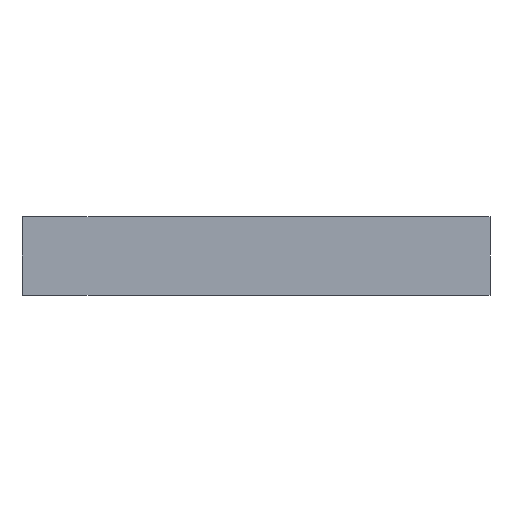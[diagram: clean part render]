
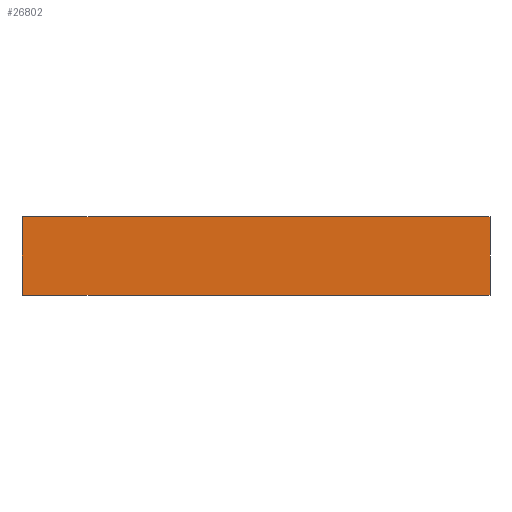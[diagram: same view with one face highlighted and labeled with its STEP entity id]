
A CAD part, front view. The second image highlights one B-rep face of the part: STEP entity #26802.
In plain terms, the highlighted planar face has unit normal (0, -1, 0).
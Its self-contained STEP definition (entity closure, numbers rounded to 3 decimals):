
#11908 = PLANE('',#11909);
#11909 = AXIS2_PLACEMENT_3D('',#11910,#11911,#11912);
#11910 = CARTESIAN_POINT('',(0.,0.,1.6)
  );
#11911 = DIRECTION('',(0.,0.,1.));
#11912 = DIRECTION('',(0.,1.,0.));
#11964 = PLANE('',#11965);
#11965 = AXIS2_PLACEMENT_3D('',#11966,#11967,#11968);
#11966 = CARTESIAN_POINT('',(0.,0.,-1.6
    ));
#11967 = DIRECTION('',(0.,0.,-1.));
#11968 = DIRECTION('',(-1.,0.,0.));
#18850 = EDGE_CURVE('',#18851,#18853,#18855,.T.);
#18851 = VERTEX_POINT('',#18852);
#18852 = CARTESIAN_POINT('',(9.5,-82.5,1.6));
#18853 = VERTEX_POINT('',#18854);
#18854 = CARTESIAN_POINT('',(-9.5,-82.5,1.6));
#18855 = SURFACE_CURVE('',#18856,(#18860,#18867),.PCURVE_S1.);
#18856 = LINE('',#18857,#18858);
#18857 = CARTESIAN_POINT('',(9.5,-82.5,1.6));
#18858 = VECTOR('',#18859,1.);
#18859 = DIRECTION('',(-1.,0.,0.));
#18860 = PCURVE('',#11908,#18861);
#18861 = DEFINITIONAL_REPRESENTATION('',(#18862),#18866);
#18862 = LINE('',#18863,#18864);
#18863 = CARTESIAN_POINT('',(-82.5,-9.5));
#18864 = VECTOR('',#18865,1.);
#18865 = DIRECTION('',(0.,1.));
#18866 = ( GEOMETRIC_REPRESENTATION_CONTEXT(2) 
PARAMETRIC_REPRESENTATION_CONTEXT() REPRESENTATION_CONTEXT('2D SPACE',''
  ) );
#18867 = PCURVE('',#18868,#18873);
#18868 = PLANE('',#18869);
#18869 = AXIS2_PLACEMENT_3D('',#18870,#18871,#18872);
#18870 = CARTESIAN_POINT('',(0.,-82.5,0.));
#18871 = DIRECTION('',(0.,-1.,0.));
#18872 = DIRECTION('',(0.,0.,-1.));
#18873 = DEFINITIONAL_REPRESENTATION('',(#18874),#18878);
#18874 = LINE('',#18875,#18876);
#18875 = CARTESIAN_POINT('',(-1.6,9.5));
#18876 = VECTOR('',#18877,1.);
#18877 = DIRECTION('',(0.,-1.));
#18878 = ( GEOMETRIC_REPRESENTATION_CONTEXT(2) 
PARAMETRIC_REPRESENTATION_CONTEXT() REPRESENTATION_CONTEXT('2D SPACE',''
  ) );
#18896 = PLANE('',#18897);
#18897 = AXIS2_PLACEMENT_3D('',#18898,#18899,#18900);
#18898 = CARTESIAN_POINT('',(9.5,-70.,0.));
#18899 = DIRECTION('',(1.,0.,0.));
#18900 = DIRECTION('',(0.,0.,1.));
#19280 = PLANE('',#19281);
#19281 = AXIS2_PLACEMENT_3D('',#19282,#19283,#19284);
#19282 = CARTESIAN_POINT('',(-9.5,-70.,0.));
#19283 = DIRECTION('',(-1.,0.,0.));
#19284 = DIRECTION('',(0.,0.,-1.));
#19344 = EDGE_CURVE('',#19345,#19347,#19349,.T.);
#19345 = VERTEX_POINT('',#19346);
#19346 = CARTESIAN_POINT('',(-9.5,-82.5,-1.6));
#19347 = VERTEX_POINT('',#19348);
#19348 = CARTESIAN_POINT('',(9.5,-82.5,-1.6));
#19349 = SURFACE_CURVE('',#19350,(#19354,#19361),.PCURVE_S1.);
#19350 = LINE('',#19351,#19352);
#19351 = CARTESIAN_POINT('',(-9.5,-82.5,-1.6));
#19352 = VECTOR('',#19353,1.);
#19353 = DIRECTION('',(1.,-0.,0.));
#19354 = PCURVE('',#11964,#19355);
#19355 = DEFINITIONAL_REPRESENTATION('',(#19356),#19360);
#19356 = LINE('',#19357,#19358);
#19357 = CARTESIAN_POINT('',(9.5,-82.5));
#19358 = VECTOR('',#19359,1.);
#19359 = DIRECTION('',(-1.,0.));
#19360 = ( GEOMETRIC_REPRESENTATION_CONTEXT(2) 
PARAMETRIC_REPRESENTATION_CONTEXT() REPRESENTATION_CONTEXT('2D SPACE',''
  ) );
#19361 = PCURVE('',#18868,#19362);
#19362 = DEFINITIONAL_REPRESENTATION('',(#19363),#19367);
#19363 = LINE('',#19364,#19365);
#19364 = CARTESIAN_POINT('',(1.6,-9.5));
#19365 = VECTOR('',#19366,1.);
#19366 = DIRECTION('',(0.,1.));
#19367 = ( GEOMETRIC_REPRESENTATION_CONTEXT(2) 
PARAMETRIC_REPRESENTATION_CONTEXT() REPRESENTATION_CONTEXT('2D SPACE',''
  ) );
#26802 = ADVANCED_FACE('',(#26803),#18868,.T.);
#26803 = FACE_BOUND('',#26804,.T.);
#26804 = EDGE_LOOP('',(#26805,#26806,#26827,#26828));
#26805 = ORIENTED_EDGE('',*,*,#19344,.T.);
#26806 = ORIENTED_EDGE('',*,*,#26807,.F.);
#26807 = EDGE_CURVE('',#18851,#19347,#26808,.T.);
#26808 = SURFACE_CURVE('',#26809,(#26813,#26820),.PCURVE_S1.);
#26809 = LINE('',#26810,#26811);
#26810 = CARTESIAN_POINT('',(9.5,-82.5,1.6));
#26811 = VECTOR('',#26812,1.);
#26812 = DIRECTION('',(0.,0.,-1.));
#26813 = PCURVE('',#18868,#26814);
#26814 = DEFINITIONAL_REPRESENTATION('',(#26815),#26819);
#26815 = LINE('',#26816,#26817);
#26816 = CARTESIAN_POINT('',(-1.6,9.5));
#26817 = VECTOR('',#26818,1.);
#26818 = DIRECTION('',(1.,0.));
#26819 = ( GEOMETRIC_REPRESENTATION_CONTEXT(2) 
PARAMETRIC_REPRESENTATION_CONTEXT() REPRESENTATION_CONTEXT('2D SPACE',''
  ) );
#26820 = PCURVE('',#18896,#26821);
#26821 = DEFINITIONAL_REPRESENTATION('',(#26822),#26826);
#26822 = LINE('',#26823,#26824);
#26823 = CARTESIAN_POINT('',(1.6,12.5));
#26824 = VECTOR('',#26825,1.);
#26825 = DIRECTION('',(-1.,0.));
#26826 = ( GEOMETRIC_REPRESENTATION_CONTEXT(2) 
PARAMETRIC_REPRESENTATION_CONTEXT() REPRESENTATION_CONTEXT('2D SPACE',''
  ) );
#26827 = ORIENTED_EDGE('',*,*,#18850,.T.);
#26828 = ORIENTED_EDGE('',*,*,#26829,.T.);
#26829 = EDGE_CURVE('',#18853,#19345,#26830,.T.);
#26830 = SURFACE_CURVE('',#26831,(#26835,#26842),.PCURVE_S1.);
#26831 = LINE('',#26832,#26833);
#26832 = CARTESIAN_POINT('',(-9.5,-82.5,1.6));
#26833 = VECTOR('',#26834,1.);
#26834 = DIRECTION('',(0.,0.,-1.));
#26835 = PCURVE('',#18868,#26836);
#26836 = DEFINITIONAL_REPRESENTATION('',(#26837),#26841);
#26837 = LINE('',#26838,#26839);
#26838 = CARTESIAN_POINT('',(-1.6,-9.5));
#26839 = VECTOR('',#26840,1.);
#26840 = DIRECTION('',(1.,0.));
#26841 = ( GEOMETRIC_REPRESENTATION_CONTEXT(2) 
PARAMETRIC_REPRESENTATION_CONTEXT() REPRESENTATION_CONTEXT('2D SPACE',''
  ) );
#26842 = PCURVE('',#19280,#26843);
#26843 = DEFINITIONAL_REPRESENTATION('',(#26844),#26848);
#26844 = LINE('',#26845,#26846);
#26845 = CARTESIAN_POINT('',(-1.6,12.5));
#26846 = VECTOR('',#26847,1.);
#26847 = DIRECTION('',(1.,0.));
#26848 = ( GEOMETRIC_REPRESENTATION_CONTEXT(2) 
PARAMETRIC_REPRESENTATION_CONTEXT() REPRESENTATION_CONTEXT('2D SPACE',''
  ) );
